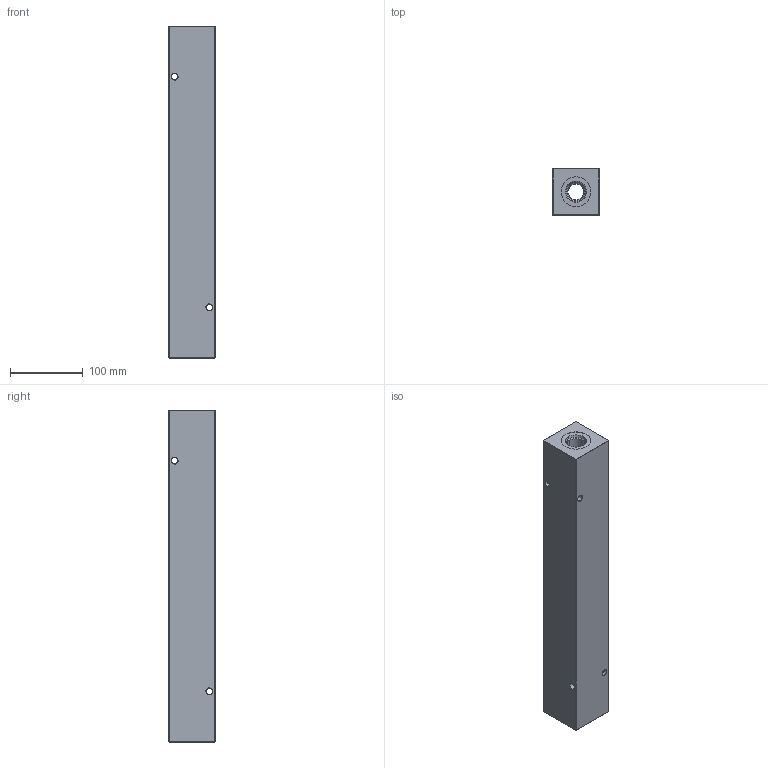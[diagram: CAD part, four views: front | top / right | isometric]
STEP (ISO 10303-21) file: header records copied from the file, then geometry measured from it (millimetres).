
FILE_DESCRIPTION (( 'STEP AP203' ), '1' );
FILE_NAME ('HM-7-0-S-12-6.STEP', '2020-10-23T19:42:29', ( '' ), ( '' ), 'SwSTEP 2.0', 'SolidWorks 2019', '' );
FILE_SCHEMA (( 'CONFIG_CONTROL_DESIGN' ));
Length unit declared in the file: inch
Products named in the file (1): HM-7-0-S-12-6
Bounding box: 63.5 x 63.5 x 457.2 mm (x, y, z)
Volume: 1623353.4 mm3; surface area: 165611.9 mm2
Topology: 1 solids, 1 shells, 561 faces, 1440 edges, 922 vertices
Faces by surface type: plane 240, bspline 183, cone 70, cylinder 68
Entity records: 26171 total; most frequent: CARTESIAN_POINT 13675, ORIENTED_EDGE 2880, DIRECTION 1956, EDGE_CURVE 1440, VERTEX_POINT 922, LINE 862, VECTOR 862, EDGE_LOOP 630
